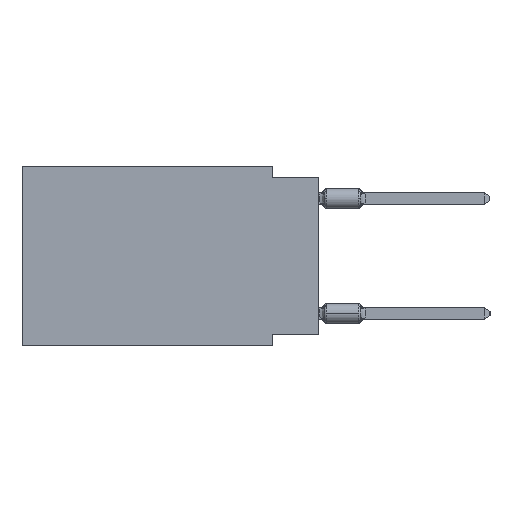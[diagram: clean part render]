
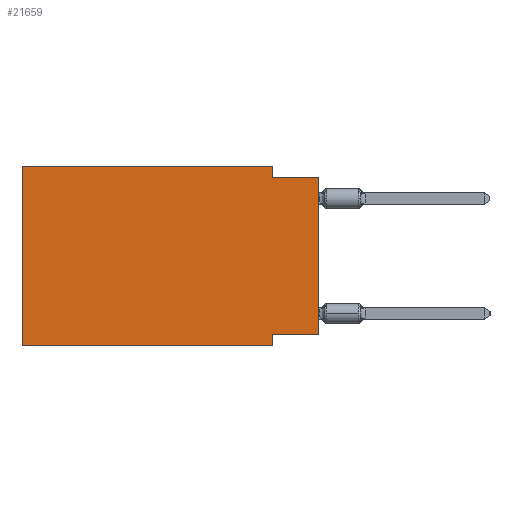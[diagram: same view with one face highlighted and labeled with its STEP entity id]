
A CAD part, left-side view. The second image highlights one B-rep face of the part: STEP entity #21659.
In plain terms, the highlighted planar face has unit normal (-1, 0, 0).
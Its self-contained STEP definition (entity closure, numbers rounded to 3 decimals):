
#98 = VECTOR ( 'NONE', #24621, 1000. ) ;
#766 = CARTESIAN_POINT ( 'NONE',  ( 0., 0., -0.635 ) ) ;
#900 = CARTESIAN_POINT ( 'NONE',  ( 0., 2.54, 0. ) ) ;
#1059 = ORIENTED_EDGE ( 'NONE', *, *, #18093, .F. ) ;
#1923 = VERTEX_POINT ( 'NONE', #31814 ) ;
#2090 = CARTESIAN_POINT ( 'NONE',  ( 0., 16.383, -9.906 ) ) ;
#3756 = VERTEX_POINT ( 'NONE', #20655 ) ;
#4245 = ORIENTED_EDGE ( 'NONE', *, *, #18757, .F. ) ;
#4919 = DIRECTION ( 'NONE',  ( 0., 0., -1. ) ) ;
#6251 = DIRECTION ( 'NONE',  ( 0., 0., 1. ) ) ;
#7418 = CARTESIAN_POINT ( 'NONE',  ( 0., 0., -0.635 ) ) ;
#8223 = PLANE ( 'NONE',  #12472 ) ;
#10264 = DIRECTION ( 'NONE',  ( 0., -1., 0. ) ) ;
#10377 = ORIENTED_EDGE ( 'NONE', *, *, #38971, .T. ) ;
#11274 = ORIENTED_EDGE ( 'NONE', *, *, #33707, .F. ) ;
#11514 = LINE ( 'NONE', #900, #33648 ) ;
#11760 = VERTEX_POINT ( 'NONE', #26442 ) ;
#12472 = AXIS2_PLACEMENT_3D ( 'NONE', #22613, #15273, #33433 ) ;
#12665 = DIRECTION ( 'NONE',  ( 0., -1., 0. ) ) ;
#14023 = VECTOR ( 'NONE', #12665, 1000. ) ;
#15273 = DIRECTION ( 'NONE',  ( 1., 0., 0. ) ) ;
#15879 = ORIENTED_EDGE ( 'NONE', *, *, #31986, .T. ) ;
#16033 = VERTEX_POINT ( 'NONE', #37883 ) ;
#16202 = VECTOR ( 'NONE', #10264, 1000. ) ;
#16599 = CARTESIAN_POINT ( 'NONE',  ( 0., 2.54, -9.906 ) ) ;
#18093 = EDGE_CURVE ( 'NONE', #18739, #3756, #20624, .T. ) ;
#18739 = VERTEX_POINT ( 'NONE', #41898 ) ;
#18757 = EDGE_CURVE ( 'NONE', #16033, #11760, #45195, .T. ) ;
#20036 = VECTOR ( 'NONE', #46288, 1000. ) ;
#20223 = VECTOR ( 'NONE', #29815, 1000. ) ;
#20527 = CARTESIAN_POINT ( 'NONE',  ( 0., 2.54, -9.906 ) ) ;
#20624 = LINE ( 'NONE', #24165, #20036 ) ;
#20655 = CARTESIAN_POINT ( 'NONE',  ( 0., 2.54, -9.271 ) ) ;
#20683 = CARTESIAN_POINT ( 'NONE',  ( 0., 16.383, 0. ) ) ;
#21659 = ADVANCED_FACE ( 'NONE', ( #37441 ), #8223, .F. ) ;
#22613 = CARTESIAN_POINT ( 'NONE',  ( 0., 16.383, 0. ) ) ;
#24165 = CARTESIAN_POINT ( 'NONE',  ( 0., 0., -9.271 ) ) ;
#24207 = VERTEX_POINT ( 'NONE', #2090 ) ;
#24621 = DIRECTION ( 'NONE',  ( 0., 0., -1. ) ) ;
#26442 = CARTESIAN_POINT ( 'NONE',  ( 0., 2.54, 0. ) ) ;
#27948 = LINE ( 'NONE', #43241, #16202 ) ;
#28388 = ORIENTED_EDGE ( 'NONE', *, *, #35778, .F. ) ;
#28867 = LINE ( 'NONE', #7418, #20223 ) ;
#29726 = EDGE_CURVE ( 'NONE', #24207, #16033, #45723, .T. ) ;
#29815 = DIRECTION ( 'NONE',  ( 0., -1., 0. ) ) ;
#31121 = DIRECTION ( 'NONE',  ( 0., 0., 1. ) ) ;
#31698 = CARTESIAN_POINT ( 'NONE',  ( 0., 0., 0. ) ) ;
#31814 = CARTESIAN_POINT ( 'NONE',  ( 0., 2.54, -0.635 ) ) ;
#31986 = EDGE_CURVE ( 'NONE', #24207, #41761, #27948, .T. ) ;
#33433 = DIRECTION ( 'NONE',  ( 0., 0., -1. ) ) ;
#33648 = VECTOR ( 'NONE', #4919, 1000. ) ;
#33707 = EDGE_CURVE ( 'NONE', #11760, #1923, #11514, .T. ) ;
#33831 = LINE ( 'NONE', #16599, #98 ) ;
#34377 = EDGE_LOOP ( 'NONE', ( #10377, #28388, #11274, #4245, #40553, #15879, #36974, #1059 ) ) ;
#35778 = EDGE_CURVE ( 'NONE', #1923, #46149, #28867, .T. ) ;
#36974 = ORIENTED_EDGE ( 'NONE', *, *, #45831, .F. ) ;
#37441 = FACE_OUTER_BOUND ( 'NONE', #34377, .T. ) ;
#37883 = CARTESIAN_POINT ( 'NONE',  ( 0., 16.383, 0. ) ) ;
#38664 = CARTESIAN_POINT ( 'NONE',  ( 0., 16.383, 0. ) ) ;
#38971 = EDGE_CURVE ( 'NONE', #18739, #46149, #42526, .T. ) ;
#40553 = ORIENTED_EDGE ( 'NONE', *, *, #29726, .F. ) ;
#41761 = VERTEX_POINT ( 'NONE', #20527 ) ;
#41898 = CARTESIAN_POINT ( 'NONE',  ( 0., 0., -9.271 ) ) ;
#42526 = LINE ( 'NONE', #31698, #44268 ) ;
#43241 = CARTESIAN_POINT ( 'NONE',  ( 0., 16.383, -9.906 ) ) ;
#43371 = VECTOR ( 'NONE', #31121, 1000. ) ;
#44268 = VECTOR ( 'NONE', #6251, 1000. ) ;
#45195 = LINE ( 'NONE', #20683, #14023 ) ;
#45723 = LINE ( 'NONE', #38664, #43371 ) ;
#45831 = EDGE_CURVE ( 'NONE', #3756, #41761, #33831, .T. ) ;
#46149 = VERTEX_POINT ( 'NONE', #766 ) ;
#46288 = DIRECTION ( 'NONE',  ( 0., 1., 0. ) ) ;
